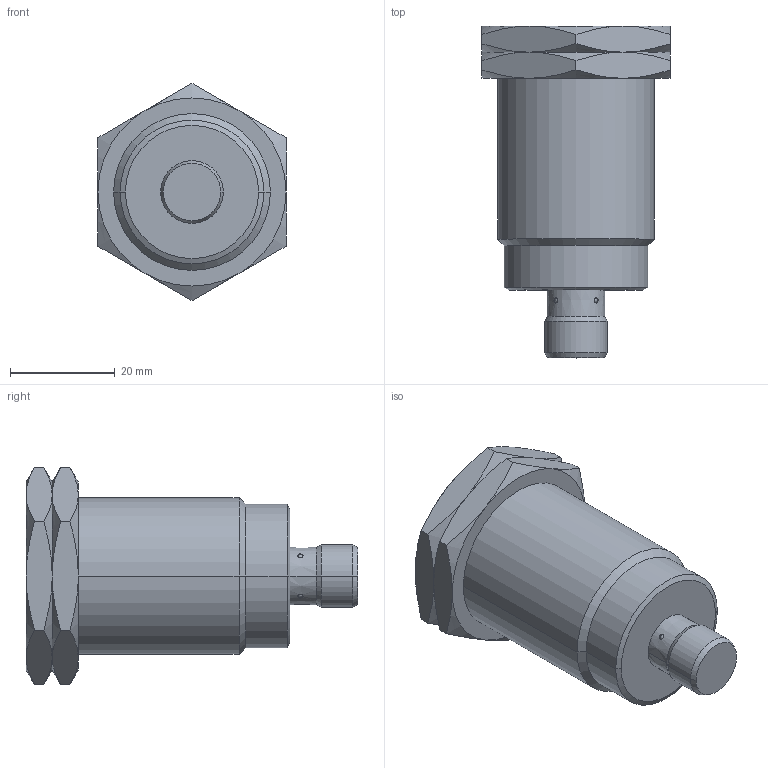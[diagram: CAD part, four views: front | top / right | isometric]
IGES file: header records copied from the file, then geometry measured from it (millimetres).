
Start section:  PTC IGES file: dw-as-703-m30-002.igs
Global section: file name: dw-as-703-m30-002.igs; native system:  by Parametric Technology Corporation; preprocessor: 2010230; organization: Unknown; date: 20110316.090736; units: millimetre
Bounding box: 36 x 63.5 x 41.57 mm (x, y, z)
Volume: 39922.4 mm3; surface area: 7672.1 mm2
Topology: 1 solids, 1 shells, 73 faces, 156 edges, 84 vertices
Faces by surface type: revolution 56, bspline 17
